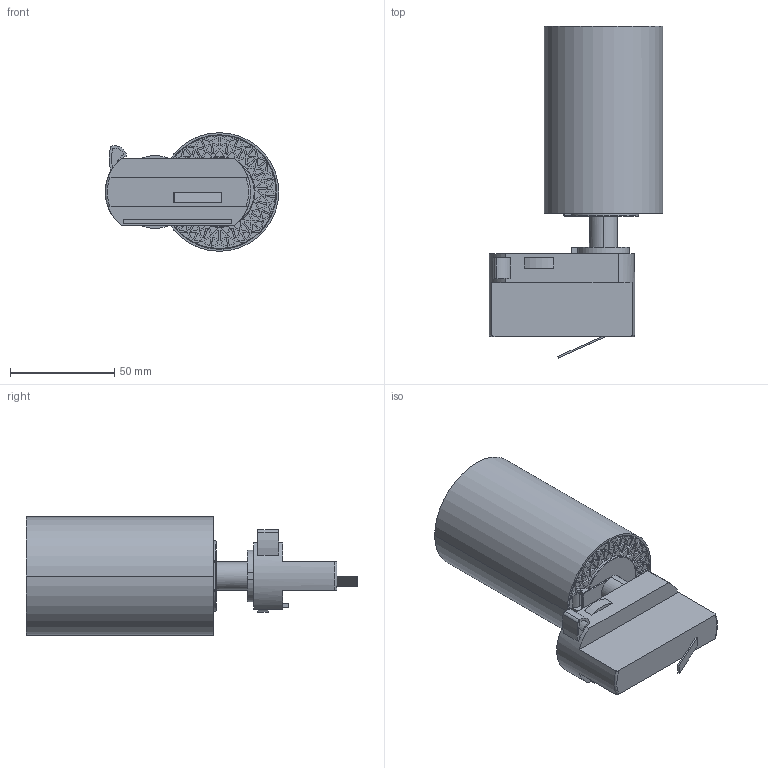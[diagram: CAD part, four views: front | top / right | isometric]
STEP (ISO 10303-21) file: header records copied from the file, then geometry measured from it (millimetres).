
FILE_DESCRIPTION((''),'2;1');
FILE_NAME('1132GGU10NEIHE_ASM','2022-08-09T',('Administrator'),(''),'PRO/ENGINEER BY PARAMETRIC TECHNOLOGY CORPORATION, 2014310','PRO/ENGINEER BY PARAMETRIC TECHNOLOGY CORPORATION, 2014310','');
FILE_SCHEMA(('CONFIG_CONTROL_DESIGN'));
Length unit declared in the file: millimetre
Products named in the file (10): 1130-05_1; 1130-04; 1130G-01; GU10-DAIHOUGAI_1; GU10_DENG_PAO; GU10GUANGYUAN_ASM; 1130-03; 1130-06_1; 123; 1132GGU10NEIHE_ASM
Assembly tree (9 placements, depth 3):
  1132GGU10NEIHE_ASM
    1130-05_1
    1130-04
    1130G-01
    GU10GUANGYUAN_ASM
      GU10-DAIHOUGAI_1
      GU10_DENG_PAO
    1130-03
    1130-06_1
    123
Bounding box: 83.42 x 159.57 x 57 mm (x, y, z)
Volume: 83898.2 mm3; surface area: 96658.7 mm2
Topology: 9 solids, 10 shells, 1686 faces, 5093 edges, 3416 vertices
Faces by surface type: cylinder 919, plane 619, bspline 73, cone 55, torus 20
Entity records: 67943 total; most frequent: CARTESIAN_POINT 20571, DIRECTION 10216, ORIENTED_EDGE 10178, EDGE_CURVE 5089, AXIS2_PLACEMENT_3D 4036, VERTEX_POINT 3416, CIRCLE 2402, VECTOR 2144
